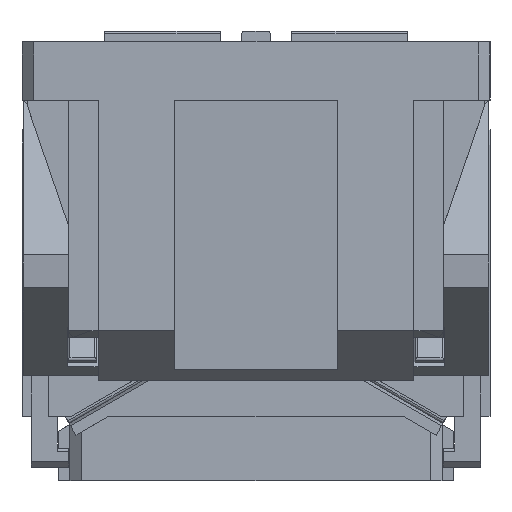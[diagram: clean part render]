
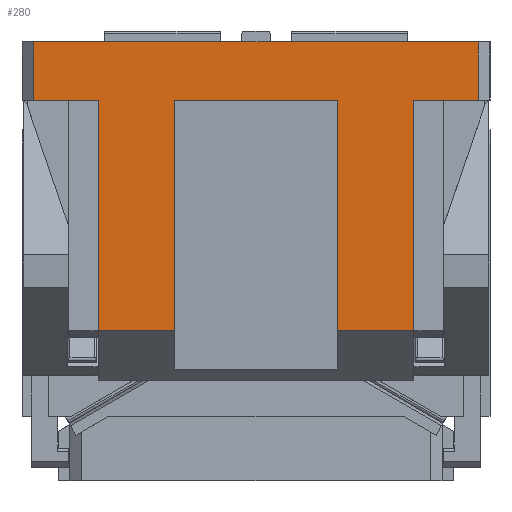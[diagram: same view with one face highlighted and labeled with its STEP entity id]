
A CAD part, left-side view. The second image highlights one B-rep face of the part: STEP entity #280.
In plain terms, the highlighted planar face has unit normal (-1, 0, 0).
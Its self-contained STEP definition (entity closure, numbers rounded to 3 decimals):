
#110=CARTESIAN_POINT('Vertex',(-415.,-70.,130.)) ;
#113=CARTESIAN_POINT('Line Origine',(-415.,0.,130.)) ;
#117=CARTESIAN_POINT('Vertex',(-415.,70.,130.)) ;
#167=CARTESIAN_POINT('Line Origine',(-415.,-70.,31.512)) ;
#171=CARTESIAN_POINT('Vertex',(-415.,-70.,-66.975)) ;
#193=CARTESIAN_POINT('Axis2P3D Location',(-415.,-200.,130.)) ;
#198=CARTESIAN_POINT('Line Origine',(-415.,135.,31.512)) ;
#202=CARTESIAN_POINT('Vertex',(-415.,135.,130.)) ;
#204=CARTESIAN_POINT('Vertex',(-415.,135.,-66.975)) ;
#207=CARTESIAN_POINT('Line Origine',(-415.,102.5,-66.975)) ;
#211=CARTESIAN_POINT('Vertex',(-415.,70.,-66.975)) ;
#214=CARTESIAN_POINT('Line Origine',(-415.,70.,31.512)) ;
#219=CARTESIAN_POINT('Line Origine',(-415.,-102.5,-66.975)) ;
#223=CARTESIAN_POINT('Vertex',(-415.,-135.,-66.975)) ;
#226=CARTESIAN_POINT('Line Origine',(-415.,-135.,31.512)) ;
#230=CARTESIAN_POINT('Vertex',(-415.,-135.,130.)) ;
#233=CARTESIAN_POINT('Line Origine',(-415.,-162.5,130.)) ;
#237=CARTESIAN_POINT('Vertex',(-415.,-190.,130.)) ;
#240=CARTESIAN_POINT('Line Origine',(-415.,-190.,155.)) ;
#244=CARTESIAN_POINT('Vertex',(-415.,-190.,180.)) ;
#247=CARTESIAN_POINT('Line Origine',(-415.,0.,180.)) ;
#251=CARTESIAN_POINT('Vertex',(-415.,190.,180.)) ;
#254=CARTESIAN_POINT('Line Origine',(-415.,190.,155.)) ;
#258=CARTESIAN_POINT('Vertex',(-415.,190.,130.)) ;
#261=CARTESIAN_POINT('Line Origine',(-415.,162.5,130.)) ;
#114=DIRECTION('Vector Direction',(0.,1.,0.)) ;
#168=DIRECTION('Vector Direction',(0.,0.,-1.)) ;
#194=DIRECTION('Axis2P3D Direction',(1.,0.,0.)) ;
#195=DIRECTION('Axis2P3D XDirection',(0.,0.,1.)) ;
#199=DIRECTION('Vector Direction',(0.,0.,-1.)) ;
#208=DIRECTION('Vector Direction',(0.,1.,0.)) ;
#215=DIRECTION('Vector Direction',(0.,0.,-1.)) ;
#220=DIRECTION('Vector Direction',(0.,1.,0.)) ;
#227=DIRECTION('Vector Direction',(0.,0.,-1.)) ;
#234=DIRECTION('Vector Direction',(0.,1.,0.)) ;
#241=DIRECTION('Vector Direction',(0.,0.,1.)) ;
#248=DIRECTION('Vector Direction',(0.,1.,0.)) ;
#255=DIRECTION('Vector Direction',(0.,0.,-1.)) ;
#262=DIRECTION('Vector Direction',(0.,1.,0.)) ;
#196=AXIS2_PLACEMENT_3D('Plane Axis2P3D',#193,#194,#195) ;
#267=ORIENTED_EDGE('',*,*,#206,.T.) ;
#268=ORIENTED_EDGE('',*,*,#213,.T.) ;
#269=ORIENTED_EDGE('',*,*,#218,.F.) ;
#270=ORIENTED_EDGE('',*,*,#119,.F.) ;
#271=ORIENTED_EDGE('',*,*,#173,.T.) ;
#272=ORIENTED_EDGE('',*,*,#225,.T.) ;
#273=ORIENTED_EDGE('',*,*,#232,.F.) ;
#274=ORIENTED_EDGE('',*,*,#239,.F.) ;
#275=ORIENTED_EDGE('',*,*,#246,.T.) ;
#276=ORIENTED_EDGE('',*,*,#253,.T.) ;
#277=ORIENTED_EDGE('',*,*,#260,.T.) ;
#278=ORIENTED_EDGE('',*,*,#265,.F.) ;
#115=VECTOR('Line Direction',#114,1.) ;
#169=VECTOR('Line Direction',#168,1.) ;
#200=VECTOR('Line Direction',#199,1.) ;
#209=VECTOR('Line Direction',#208,1.) ;
#216=VECTOR('Line Direction',#215,1.) ;
#221=VECTOR('Line Direction',#220,1.) ;
#228=VECTOR('Line Direction',#227,1.) ;
#235=VECTOR('Line Direction',#234,1.) ;
#242=VECTOR('Line Direction',#241,1.) ;
#249=VECTOR('Line Direction',#248,1.) ;
#256=VECTOR('Line Direction',#255,1.) ;
#263=VECTOR('Line Direction',#262,1.) ;
#280=ADVANCED_FACE('CAM HOLDER',(#279),#197,.F.) ;
#119=EDGE_CURVE('',#111,#118,#116,.T.) ;
#173=EDGE_CURVE('',#111,#172,#170,.T.) ;
#206=EDGE_CURVE('',#203,#205,#201,.T.) ;
#213=EDGE_CURVE('',#205,#212,#210,.F.) ;
#218=EDGE_CURVE('',#118,#212,#217,.T.) ;
#225=EDGE_CURVE('',#172,#224,#222,.F.) ;
#232=EDGE_CURVE('',#231,#224,#229,.T.) ;
#239=EDGE_CURVE('',#238,#231,#236,.T.) ;
#246=EDGE_CURVE('',#238,#245,#243,.T.) ;
#253=EDGE_CURVE('',#245,#252,#250,.T.) ;
#260=EDGE_CURVE('',#252,#259,#257,.T.) ;
#265=EDGE_CURVE('',#203,#259,#264,.T.) ;
#266=EDGE_LOOP('',(#267,#268,#269,#270,#271,#272,#273,#274,#275,#276,#277,#278)) ;
#279=FACE_OUTER_BOUND('',#266,.T.) ;
#116=LINE('Line',#113,#115) ;
#170=LINE('Line',#167,#169) ;
#201=LINE('Line',#198,#200) ;
#210=LINE('Line',#207,#209) ;
#217=LINE('Line',#214,#216) ;
#222=LINE('Line',#219,#221) ;
#229=LINE('Line',#226,#228) ;
#236=LINE('Line',#233,#235) ;
#243=LINE('Line',#240,#242) ;
#250=LINE('Line',#247,#249) ;
#257=LINE('Line',#254,#256) ;
#264=LINE('Line',#261,#263) ;
#197=PLANE('Plane',#196) ;
#111=VERTEX_POINT('',#110) ;
#118=VERTEX_POINT('',#117) ;
#172=VERTEX_POINT('',#171) ;
#203=VERTEX_POINT('',#202) ;
#205=VERTEX_POINT('',#204) ;
#212=VERTEX_POINT('',#211) ;
#224=VERTEX_POINT('',#223) ;
#231=VERTEX_POINT('',#230) ;
#238=VERTEX_POINT('',#237) ;
#245=VERTEX_POINT('',#244) ;
#252=VERTEX_POINT('',#251) ;
#259=VERTEX_POINT('',#258) ;
